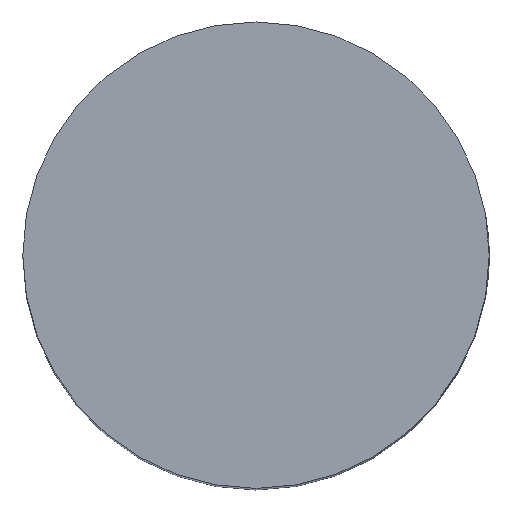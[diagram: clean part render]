
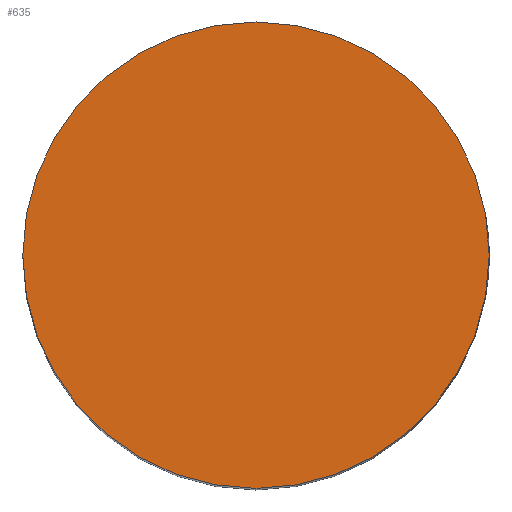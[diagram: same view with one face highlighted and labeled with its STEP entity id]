
A CAD part, top view. The second image highlights one B-rep face of the part: STEP entity #635.
In plain terms, the highlighted planar face has unit normal (0, 0, 1).
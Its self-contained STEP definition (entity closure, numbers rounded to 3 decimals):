
#30 = FACE_OUTER_BOUND ( 'NONE', #241, .T. ) ;
#241 = EDGE_LOOP ( 'NONE', ( #276, #314 ) ) ;
#276 = ORIENTED_EDGE ( 'NONE', *, *, #631, .T. ) ;
#314 = ORIENTED_EDGE ( 'NONE', *, *, #790, .T. ) ;
#321 = VERTEX_POINT ( 'NONE', #493 ) ;
#335 = VERTEX_POINT ( 'NONE', #468 ) ;
#468 = CARTESIAN_POINT ( 'NONE',  ( -2.5, 0., 10. ) ) ;
#493 = CARTESIAN_POINT ( 'NONE',  ( 2.5, 0., 10. ) ) ;
#631 = EDGE_CURVE ( 'NONE', #335, #321, #849, .T. ) ;
#635 = ADVANCED_FACE ( 'NONE', ( #30 ), #1177, .T. ) ;
#690 = AXIS2_PLACEMENT_3D ( 'NONE', #1178, #1179, #1180 ) ;
#751 = AXIS2_PLACEMENT_3D ( 'NONE', #1153, #1160, #1158 ) ;
#790 = EDGE_CURVE ( 'NONE', #321, #335, #1012, .T. ) ;
#849 = CIRCLE ( 'NONE', #751, 2.5 ) ;
#1002 = AXIS2_PLACEMENT_3D ( 'NONE', #1025, #1042, #1021 ) ;
#1012 = CIRCLE ( 'NONE', #1002, 2.5 ) ;
#1021 = DIRECTION ( 'NONE',  ( 1., 0., 0. ) ) ;
#1025 = CARTESIAN_POINT ( 'NONE',  ( 0., 0., 10. ) ) ;
#1042 = DIRECTION ( 'NONE',  ( 0., 0., 1. ) ) ;
#1153 = CARTESIAN_POINT ( 'NONE',  ( 0., 0., 10. ) ) ;
#1158 = DIRECTION ( 'NONE',  ( 1., 0., 0. ) ) ;
#1160 = DIRECTION ( 'NONE',  ( 0., 0., 1. ) ) ;
#1177 = PLANE ( 'NONE',  #690 ) ;
#1178 = CARTESIAN_POINT ( 'NONE',  ( 0., 0., 10. ) ) ;
#1179 = DIRECTION ( 'NONE',  ( 0., 0., 1. ) ) ;
#1180 = DIRECTION ( 'NONE',  ( 1., 0., 0. ) ) ;
